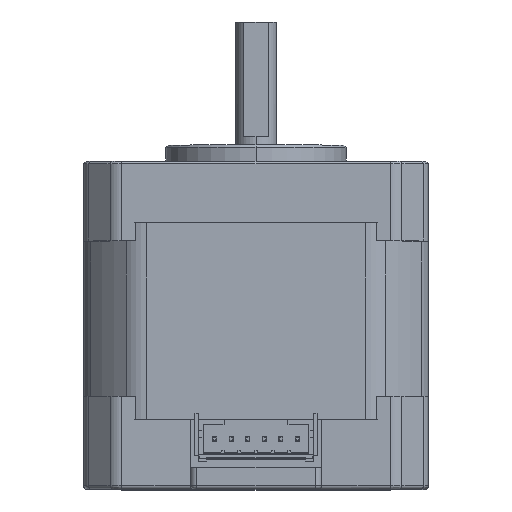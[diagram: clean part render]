
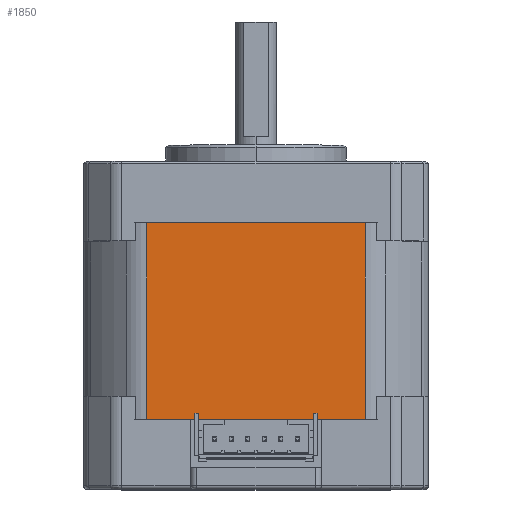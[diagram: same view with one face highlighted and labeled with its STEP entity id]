
A CAD part, top view. The second image highlights one B-rep face of the part: STEP entity #1850.
In plain terms, the highlighted planar face has unit normal (0, 0, 1).
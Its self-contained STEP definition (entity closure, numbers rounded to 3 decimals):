
#432 = EDGE_LOOP ( 'NONE', ( #9440, #10095, #14866, #6974 ) ) ;
#557 = CARTESIAN_POINT ( 'NONE',  ( -14.641, 23.5, 21. ) ) ;
#981 = CARTESIAN_POINT ( 'NONE',  ( 13.325, 17.5, 21. ) ) ;
#1041 = AXIS2_PLACEMENT_3D ( 'NONE', #12224, #3114, #1962 ) ;
#1086 = DIRECTION ( 'NONE',  ( 1., 0., 0. ) ) ;
#1636 = LINE ( 'NONE', #557, #2833 ) ;
#1740 = VERTEX_POINT ( 'NONE', #11666 ) ;
#1850 = ADVANCED_FACE ( 'NONE', ( #10734 ), #7170, .F. ) ;
#1867 = DIRECTION ( 'NONE',  ( 0., 1., 0. ) ) ;
#1962 = DIRECTION ( 'NONE',  ( 0., -1., 0. ) ) ;
#2305 = LINE ( 'NONE', #981, #9537 ) ;
#2833 = VECTOR ( 'NONE', #4203, 1000. ) ;
#2848 = VERTEX_POINT ( 'NONE', #10543 ) ;
#3114 = DIRECTION ( 'NONE',  ( 0., 0., -1. ) ) ;
#3337 = EDGE_CURVE ( 'NONE', #11913, #1740, #2305, .T. ) ;
#3446 = DIRECTION ( 'NONE',  ( 0., -1., 0. ) ) ;
#4203 = DIRECTION ( 'NONE',  ( 1., 0., 0. ) ) ;
#4831 = VECTOR ( 'NONE', #1086, 1000. ) ;
#5218 = CARTESIAN_POINT ( 'NONE',  ( -13.325, -0.5, 21. ) ) ;
#6643 = EDGE_CURVE ( 'NONE', #7161, #1740, #14647, .T. ) ;
#6974 = ORIENTED_EDGE ( 'NONE', *, *, #6643, .T. ) ;
#7161 = VERTEX_POINT ( 'NONE', #5218 ) ;
#7170 = PLANE ( 'NONE',  #1041 ) ;
#7842 = CARTESIAN_POINT ( 'NONE',  ( 13.325, 23.5, 21. ) ) ;
#9440 = ORIENTED_EDGE ( 'NONE', *, *, #3337, .F. ) ;
#9482 = EDGE_CURVE ( 'NONE', #2848, #11913, #1636, .T. ) ;
#9537 = VECTOR ( 'NONE', #3446, 1000. ) ;
#9778 = CARTESIAN_POINT ( 'NONE',  ( -14.641, -0.5, 21. ) ) ;
#10095 = ORIENTED_EDGE ( 'NONE', *, *, #9482, .F. ) ;
#10409 = VECTOR ( 'NONE', #1867, 1000. ) ;
#10543 = CARTESIAN_POINT ( 'NONE',  ( -13.325, 23.5, 21. ) ) ;
#10734 = FACE_OUTER_BOUND ( 'NONE', #432, .T. ) ;
#10802 = LINE ( 'NONE', #15572, #10409 ) ;
#11666 = CARTESIAN_POINT ( 'NONE',  ( 13.325, -0.5, 21. ) ) ;
#11913 = VERTEX_POINT ( 'NONE', #7842 ) ;
#11935 = EDGE_CURVE ( 'NONE', #7161, #2848, #10802, .T. ) ;
#12224 = CARTESIAN_POINT ( 'NONE',  ( -14.641, 17.5, 21. ) ) ;
#14647 = LINE ( 'NONE', #9778, #4831 ) ;
#14866 = ORIENTED_EDGE ( 'NONE', *, *, #11935, .F. ) ;
#15572 = CARTESIAN_POINT ( 'NONE',  ( -13.325, 17.5, 21. ) ) ;
